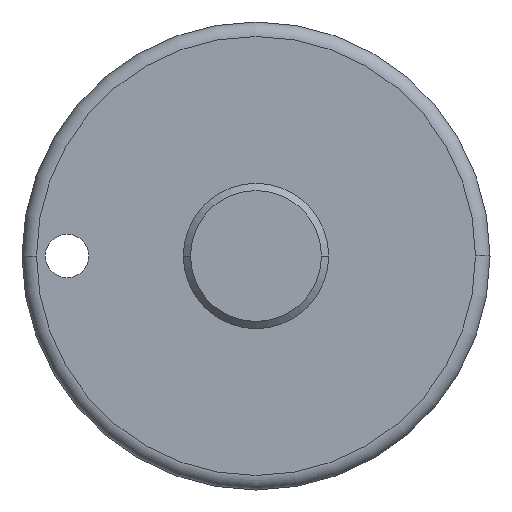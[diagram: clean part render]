
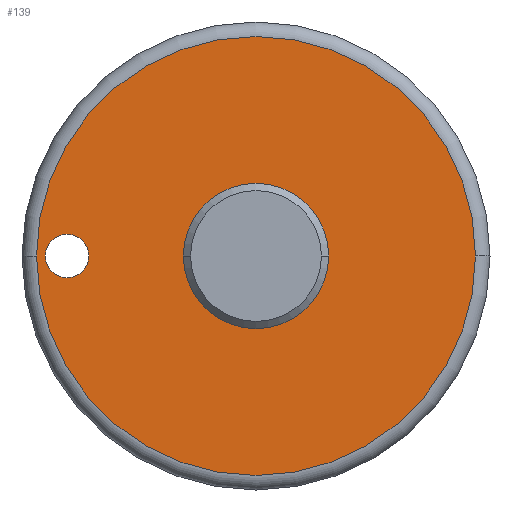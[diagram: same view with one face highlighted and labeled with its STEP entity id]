
A CAD part, left-side view. The second image highlights one B-rep face of the part: STEP entity #139.
In plain terms, the highlighted planar face has unit normal (-1, 0, 0).
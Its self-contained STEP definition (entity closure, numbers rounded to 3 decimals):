
#23 = CARTESIAN_POINT ( 'NONE',  ( -48.681, 0.721, 0. ) ) ;
#29 = EDGE_CURVE ( 'NONE', #270, #64, #1069, .T. ) ;
#38 = DIRECTION ( 'NONE',  ( 0., -1., 0. ) ) ;
#44 = DIRECTION ( 'NONE',  ( 0., 1., 0. ) ) ;
#51 = DIRECTION ( 'NONE',  ( 0., -1., 0. ) ) ;
#56 = CARTESIAN_POINT ( 'NONE',  ( -48.681, 5.721, 0. ) ) ;
#64 = VERTEX_POINT ( 'NONE', #1004 ) ;
#68 = ORIENTED_EDGE ( 'NONE', *, *, #684, .T. ) ;
#79 = EDGE_LOOP ( 'NONE', ( #199, #557 ) ) ;
#112 = DIRECTION ( 'NONE',  ( 0., 1., 0. ) ) ;
#120 = DIRECTION ( 'NONE',  ( -1., 0., 0. ) ) ;
#134 = DIRECTION ( 'NONE',  ( 0., 1., 0. ) ) ;
#139 = ADVANCED_FACE ( 'NONE', ( #676, #683, #711 ), #723, .F. ) ;
#155 = DIRECTION ( 'NONE',  ( 1., 0., 0. ) ) ;
#174 = AXIS2_PLACEMENT_3D ( 'NONE', #796, #859, #44 ) ;
#190 = CARTESIAN_POINT ( 'NONE',  ( -48.681, 0.721, 0. ) ) ;
#192 = VERTEX_POINT ( 'NONE', #515 ) ;
#199 = ORIENTED_EDGE ( 'NONE', *, *, #806, .F. ) ;
#217 = CIRCLE ( 'NONE', #754, 5. ) ;
#262 = AXIS2_PLACEMENT_3D ( 'NONE', #548, #155, #568 ) ;
#270 = VERTEX_POINT ( 'NONE', #916 ) ;
#300 = DIRECTION ( 'NONE',  ( -1., 0., 0. ) ) ;
#332 = EDGE_CURVE ( 'NONE', #979, #1048, #217, .T. ) ;
#377 = EDGE_CURVE ( 'NONE', #623, #192, #963, .T. ) ;
#404 = CARTESIAN_POINT ( 'NONE',  ( -48.681, -4.279, 0. ) ) ;
#437 = ORIENTED_EDGE ( 'NONE', *, *, #29, .T. ) ;
#493 = EDGE_LOOP ( 'NONE', ( #437, #607 ) ) ;
#515 = CARTESIAN_POINT ( 'NONE',  ( -48.681, -14.379, 0. ) ) ;
#534 = CARTESIAN_POINT ( 'NONE',  ( -48.681, 0.721, 0. ) ) ;
#548 = CARTESIAN_POINT ( 'NONE',  ( -48.681, 13.721, 0. ) ) ;
#557 = ORIENTED_EDGE ( 'NONE', *, *, #332, .F. ) ;
#568 = DIRECTION ( 'NONE',  ( 0., 1., 0. ) ) ;
#578 = ORIENTED_EDGE ( 'NONE', *, *, #377, .T. ) ;
#592 = DIRECTION ( 'NONE',  ( 1., 0., 0. ) ) ;
#607 = ORIENTED_EDGE ( 'NONE', *, *, #1046, .T. ) ;
#610 = CIRCLE ( 'NONE', #839, 5. ) ;
#613 = CARTESIAN_POINT ( 'NONE',  ( -48.681, 15.821, 0. ) ) ;
#623 = VERTEX_POINT ( 'NONE', #613 ) ;
#667 = AXIS2_PLACEMENT_3D ( 'NONE', #857, #300, #112 ) ;
#676 = FACE_BOUND ( 'NONE', #493, .T. ) ;
#683 = FACE_OUTER_BOUND ( 'NONE', #994, .T. ) ;
#684 = EDGE_CURVE ( 'NONE', #192, #623, #1003, .T. ) ;
#698 = AXIS2_PLACEMENT_3D ( 'NONE', #23, #1099, #134 ) ;
#707 = CARTESIAN_POINT ( 'NONE',  ( -48.681, 16.821, 0. ) ) ;
#711 = FACE_BOUND ( 'NONE', #79, .T. ) ;
#713 = CIRCLE ( 'NONE', #262, 1.5 ) ;
#716 = DIRECTION ( 'NONE',  ( 0., 1., 0. ) ) ;
#723 = PLANE ( 'NONE',  #906 ) ;
#750 = DIRECTION ( 'NONE',  ( -1., 0., 0. ) ) ;
#754 = AXIS2_PLACEMENT_3D ( 'NONE', #534, #120, #51 ) ;
#796 = CARTESIAN_POINT ( 'NONE',  ( -48.681, 13.721, 0. ) ) ;
#806 = EDGE_CURVE ( 'NONE', #1048, #979, #610, .T. ) ;
#839 = AXIS2_PLACEMENT_3D ( 'NONE', #190, #750, #38 ) ;
#857 = CARTESIAN_POINT ( 'NONE',  ( -48.681, 0.721, 0. ) ) ;
#859 = DIRECTION ( 'NONE',  ( 1., 0., 0. ) ) ;
#906 = AXIS2_PLACEMENT_3D ( 'NONE', #707, #592, #716 ) ;
#916 = CARTESIAN_POINT ( 'NONE',  ( -48.681, 15.221, 0. ) ) ;
#963 = CIRCLE ( 'NONE', #698, 15.1 ) ;
#979 = VERTEX_POINT ( 'NONE', #56 ) ;
#994 = EDGE_LOOP ( 'NONE', ( #578, #68 ) ) ;
#1003 = CIRCLE ( 'NONE', #667, 15.1 ) ;
#1004 = CARTESIAN_POINT ( 'NONE',  ( -48.681, 12.221, 0. ) ) ;
#1046 = EDGE_CURVE ( 'NONE', #64, #270, #713, .T. ) ;
#1048 = VERTEX_POINT ( 'NONE', #404 ) ;
#1069 = CIRCLE ( 'NONE', #174, 1.5 ) ;
#1099 = DIRECTION ( 'NONE',  ( -1., 0., 0. ) ) ;
